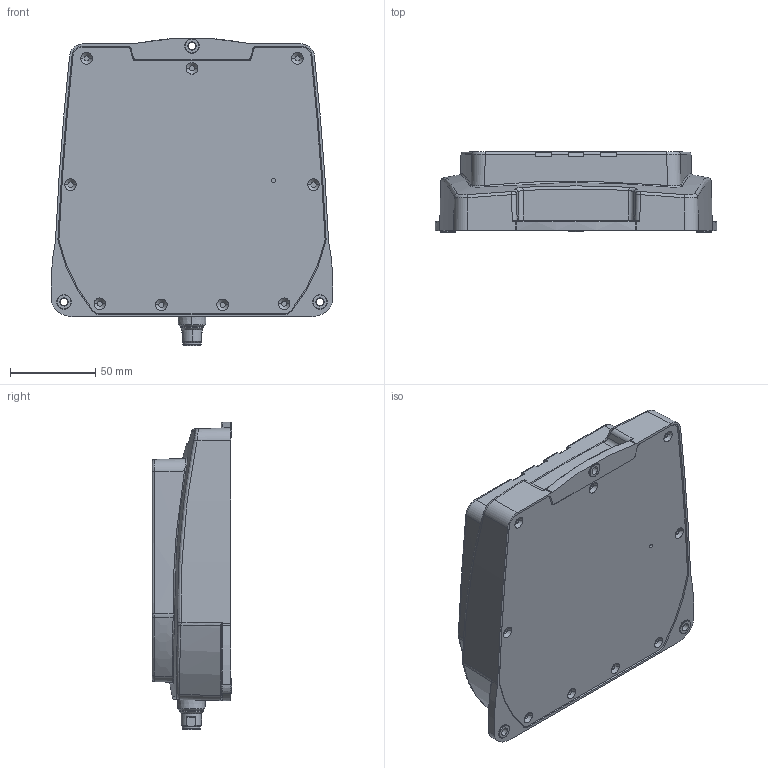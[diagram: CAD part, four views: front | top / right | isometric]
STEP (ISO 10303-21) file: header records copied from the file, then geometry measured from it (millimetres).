
FILE_DESCRIPTION((''),'2;1');
FILE_NAME('CAD-7064_SW0001','2020-09-10T08:33:34',('creinig-se'),(''),'CREO PARAMETRIC BY PTC INC, 2019292','CREO PARAMETRIC BY PTC INC, 2019292','');
FILE_SCHEMA(('CONFIG_CONTROL_DESIGN','SHAPE_APPEARANCE_LAYERS_GROUPS'));
Length unit declared in the file: millimetre
Products named in the file (1): CAD-7064_SW0001
Bounding box: 165.18 x 46.8 x 180.42 mm (x, y, z)
Volume: 948317.7 mm3; surface area: 122197.2 mm2
Topology: 2 solids, 2 shells, 351 faces, 913 edges, 581 vertices
Faces by surface type: cylinder 124, plane 64, cone 63, bspline 57, torus 41, sphere 2
Entity records: 17364 total; most frequent: CARTESIAN_POINT 6575, ORIENTED_EDGE 1816, DIRECTION 1627, EDGE_CURVE 908, AXIS2_PLACEMENT_3D 673, VERTEX_POINT 575, EDGE_LOOP 391, CIRCLE 378
